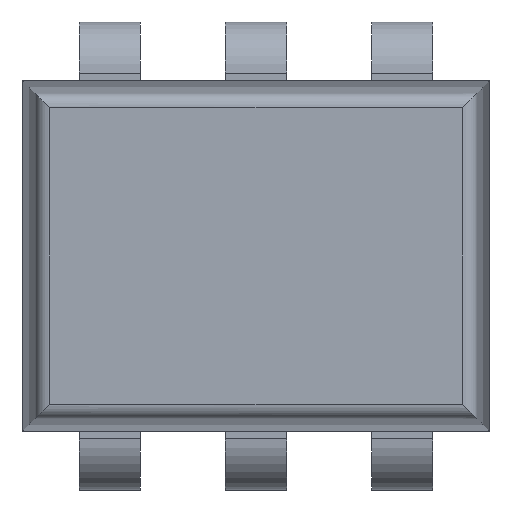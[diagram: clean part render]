
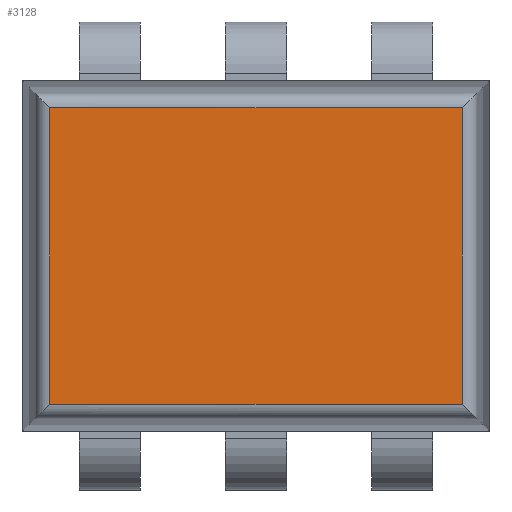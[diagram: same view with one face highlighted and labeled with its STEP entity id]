
A CAD part, front view. The second image highlights one B-rep face of the part: STEP entity #3128.
In plain terms, the highlighted planar face has unit normal (0, -1, 0).
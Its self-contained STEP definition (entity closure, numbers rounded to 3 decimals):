
#3089 = CARTESIAN_POINT ( 'NONE',  ( 0.705, 0.15, -0.507 ) ) ;
#3090 = VERTEX_POINT ( 'NONE', #3089 ) ;
#3091 = CARTESIAN_POINT ( 'NONE',  ( 0.705, 0.15, 0.507 ) ) ;
#3092 = VERTEX_POINT ( 'NONE', #3091 ) ;
#3093 = CARTESIAN_POINT ( 'NONE',  ( 0.705, 0.15, 0. ) ) ;
#3094 = DIRECTION ( 'NONE',  ( 0., 0., 1. ) ) ;
#3095 = VECTOR ( 'NONE', #3094, 1000. ) ;
#3096 = LINE ( 'NONE', #3093, #3095 ) ;
#3097 = EDGE_CURVE ( 'NONE', #3090, #3092, #3096, .T. ) ;
#3098 = ORIENTED_EDGE ( 'NONE', *, *, #3097, .T. ) ;
#3099 = CARTESIAN_POINT ( 'NONE',  ( -0.705, 0.15, 0.507 ) ) ;
#3100 = VERTEX_POINT ( 'NONE', #3099 ) ;
#3101 = CARTESIAN_POINT ( 'NONE',  ( 0., 0.15, 0.507 ) ) ;
#3102 = DIRECTION ( 'NONE',  ( -1., 0., 0. ) ) ;
#3103 = VECTOR ( 'NONE', #3102, 1000. ) ;
#3104 = LINE ( 'NONE', #3101, #3103 ) ;
#3105 = EDGE_CURVE ( 'NONE', #3092, #3100, #3104, .T. ) ;
#3106 = ORIENTED_EDGE ( 'NONE', *, *, #3105, .T. ) ;
#3107 = CARTESIAN_POINT ( 'NONE',  ( -0.705, 0.15, -0.507 ) ) ;
#3108 = VERTEX_POINT ( 'NONE', #3107 ) ;
#3109 = CARTESIAN_POINT ( 'NONE',  ( -0.705, 0.15, 0. ) ) ;
#3110 = DIRECTION ( 'NONE',  ( 0., 0., -1. ) ) ;
#3111 = VECTOR ( 'NONE', #3110, 1000. ) ;
#3112 = LINE ( 'NONE', #3109, #3111 ) ;
#3113 = EDGE_CURVE ( 'NONE', #3100, #3108, #3112, .T. ) ;
#3114 = ORIENTED_EDGE ( 'NONE', *, *, #3113, .T. ) ;
#3115 = CARTESIAN_POINT ( 'NONE',  ( 0., 0.15, -0.507 ) ) ;
#3116 = DIRECTION ( 'NONE',  ( 1., 0., 0. ) ) ;
#3117 = VECTOR ( 'NONE', #3116, 1000. ) ;
#3118 = LINE ( 'NONE', #3115, #3117 ) ;
#3119 = EDGE_CURVE ( 'NONE', #3108, #3090, #3118, .T. ) ;
#3120 = ORIENTED_EDGE ( 'NONE', *, *, #3119, .T. ) ;
#3121 = EDGE_LOOP ( 'NONE', ( #3098, #3106, #3114, #3120 ) ) ;
#3122 = FACE_OUTER_BOUND ( 'NONE', #3121, .T. ) ;
#3123 = CARTESIAN_POINT ( 'NONE',  ( 0., 0.15, 0. ) ) ;
#3124 = DIRECTION ( 'NONE',  ( 0., -1., 0. ) ) ;
#3125 = DIRECTION ( 'NONE',  ( 0., 0., -1. ) ) ;
#3126 = AXIS2_PLACEMENT_3D ( 'NONE', #3123, #3124, #3125 ) ;
#3127 = PLANE ( 'NONE', #3126 ) ;
#3128 = ADVANCED_FACE ( 'NONE', ( #3122 ), #3127, .T. ) ;
